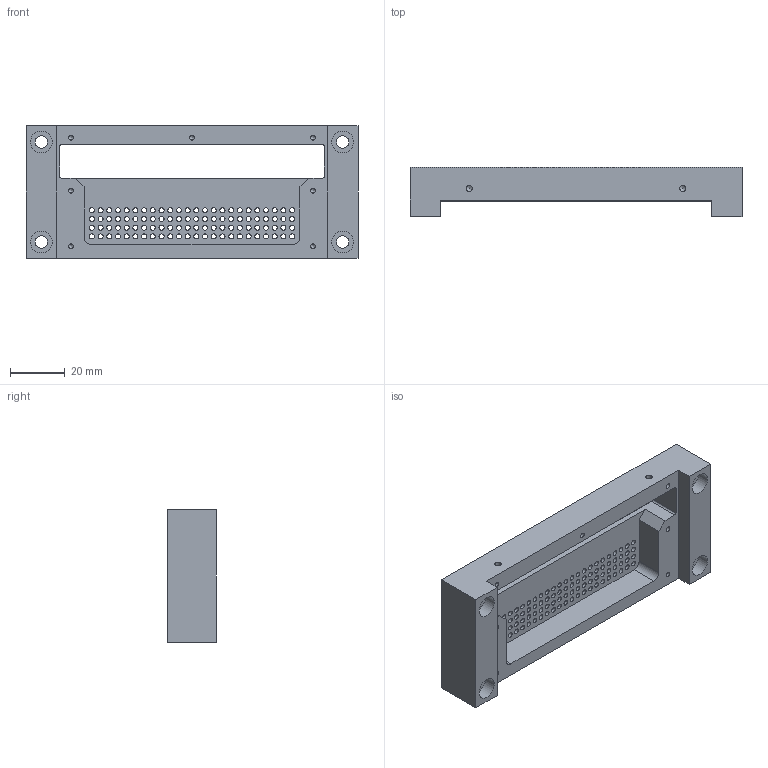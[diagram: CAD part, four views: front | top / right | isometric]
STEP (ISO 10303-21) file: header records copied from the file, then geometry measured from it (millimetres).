
FILE_DESCRIPTION(/* description */ ('STEP AP242','CAx-IF Rec.Pracs.---Representation and Presentation of Product Manufacturing Information (PMI)---4.0---2014-10-13','CAx-IF Rec.Pracs.---3D Tessellated Geometry---0.4---2014-09-14','2;1'),/* implementation_level */ '2;1');
FILE_NAME(/* name */ '62775ad583af625d0119ae9b',/* time_stamp */ '2022-05-08T05:53:26+00:00',/* author */ (''),/* organization */ (''),/* preprocessor_version */ 'ST-DEVELOPER v18.101',/* originating_system */ ' ',/* authorisation */ ' ');
FILE_SCHEMA (('AP242_MANAGED_MODEL_BASED_3D_ENGINEERING_MIM_LF { 1 0 10303 442 1 1 4 }'));
Length unit declared in the file: metre
Products named in the file (1): Connector Plate
Bounding box: 121.03 x 17.78 x 48.26 mm (x, y, z)
Volume: 40854.2 mm3; surface area: 20088.8 mm2
Topology: 1 solids, 1 shells, 160 faces, 558 edges, 404 vertices
Faces by surface type: cylinder 123, plane 24, cone 13
Full cylindrical faces by diameter (mm): 1.778 x7, 1.842 x96, 2.261 x4, 2.642 x2, 4.496 x4, 7.938 x4
Entity records: 4986 total; most frequent: DIRECTION 874, CARTESIAN_POINT 762, ORIENTED_EDGE 612, FACE_BOUND 509, EDGE_LOOP 496, AXIS2_PLACEMENT_3D 407, EDGE_CURVE 306, VERTEX_POINT 295
